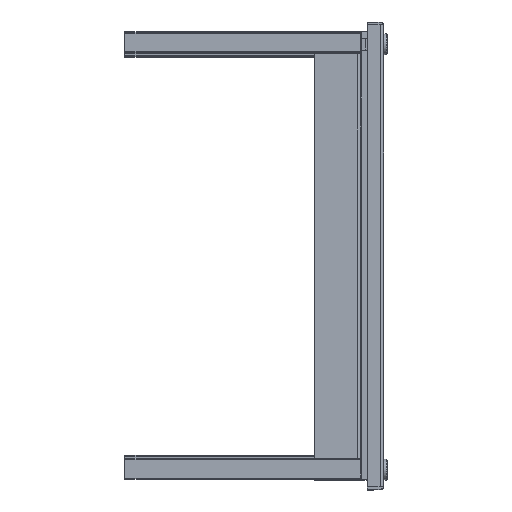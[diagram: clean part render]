
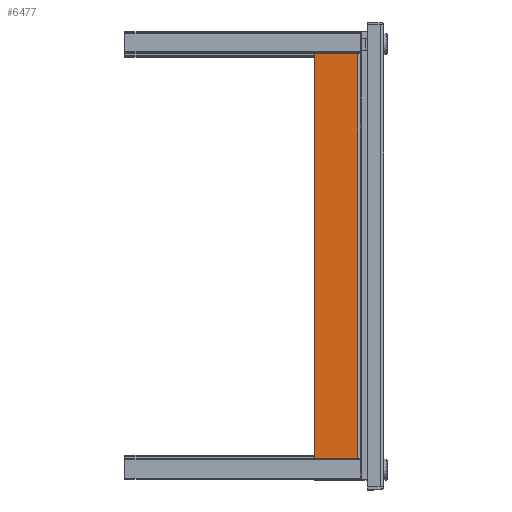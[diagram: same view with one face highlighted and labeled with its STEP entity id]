
A CAD part, top view. The second image highlights one B-rep face of the part: STEP entity #6477.
In plain terms, the highlighted face is planar.
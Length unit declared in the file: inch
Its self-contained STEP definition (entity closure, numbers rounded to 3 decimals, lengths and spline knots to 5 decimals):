
#170 = ORIENTED_EDGE ( 'NONE', *, *, #27120, .T. ) ;
#212 = LINE ( 'NONE', #15022, #24324 ) ;
#264 = CIRCLE ( 'NONE', #18844, 0.156 ) ;
#593 = CARTESIAN_POINT ( 'NONE',  ( -4.137, -6.193, 8.5 ) ) ;
#777 = EDGE_CURVE ( 'NONE', #12854, #22773, #12990, .T. ) ;
#1496 = CIRCLE ( 'NONE', #4944, 0.156 ) ;
#1791 = CARTESIAN_POINT ( 'NONE',  ( -4.137, -6.193, -8.5 ) ) ;
#2152 = ORIENTED_EDGE ( 'NONE', *, *, #21885, .T. ) ;
#2452 = DIRECTION ( 'NONE',  ( -1., 0., 0. ) ) ;
#2543 = CIRCLE ( 'NONE', #18247, 0.156 ) ;
#2642 = FACE_BOUND ( 'NONE', #11151, .T. ) ;
#3016 = DIRECTION ( 'NONE',  ( 0., 0., 1. ) ) ;
#3019 = CARTESIAN_POINT ( 'NONE',  ( -4.137, -6.193, -8.5 ) ) ;
#3556 = CARTESIAN_POINT ( 'NONE',  ( -4.137, -6.599, 8. ) ) ;
#3862 = EDGE_LOOP ( 'NONE', ( #2152, #10845, #23791, #28493 ) ) ;
#4944 = AXIS2_PLACEMENT_3D ( 'NONE', #21851, #12465, #22057 ) ;
#4945 = DIRECTION ( 'NONE',  ( 0., 1., 0. ) ) ;
#5322 = LINE ( 'NONE', #3019, #28601 ) ;
#5418 = EDGE_LOOP ( 'NONE', ( #24356, #11887, #6737, #16551 ) ) ;
#5487 = VECTOR ( 'NONE', #16121, 39.37008 ) ;
#5810 = EDGE_CURVE ( 'NONE', #8056, #16656, #212, .T. ) ;
#6264 = VERTEX_POINT ( 'NONE', #29344 ) ;
#6477 = ADVANCED_FACE ( 'NONE', ( #14754, #12878, #2642 ), #21531, .T. ) ;
#6737 = ORIENTED_EDGE ( 'NONE', *, *, #13682, .T. ) ;
#7217 = EDGE_CURVE ( 'NONE', #10985, #22043, #20801, .T. ) ;
#8056 = VERTEX_POINT ( 'NONE', #10636 ) ;
#8131 = CARTESIAN_POINT ( 'NONE',  ( -4.137, -7.537, -8.156 ) ) ;
#8389 = LINE ( 'NONE', #15903, #25474 ) ;
#9049 = DIRECTION ( 'NONE',  ( 1., 0., 0. ) ) ;
#9225 = AXIS2_PLACEMENT_3D ( 'NONE', #18901, #2452, #14524 ) ;
#9428 = CARTESIAN_POINT ( 'NONE',  ( -4.137, -7.537, 7.844 ) ) ;
#9753 = LINE ( 'NONE', #13684, #15269 ) ;
#10181 = EDGE_CURVE ( 'NONE', #23901, #12854, #8389, .T. ) ;
#10636 = CARTESIAN_POINT ( 'NONE',  ( -4.137, -7.835, -8.5 ) ) ;
#10845 = ORIENTED_EDGE ( 'NONE', *, *, #14771, .T. ) ;
#10985 = VERTEX_POINT ( 'NONE', #593 ) ;
#11151 = EDGE_LOOP ( 'NONE', ( #19042, #25264, #21786, #170 ) ) ;
#11356 = EDGE_CURVE ( 'NONE', #20711, #6264, #15600, .T. ) ;
#11887 = ORIENTED_EDGE ( 'NONE', *, *, #5810, .T. ) ;
#12386 = CARTESIAN_POINT ( 'NONE',  ( -4.137, -6.193, 8.156 ) ) ;
#12465 = DIRECTION ( 'NONE',  ( 1., 0., 0. ) ) ;
#12602 = DIRECTION ( 'NONE',  ( 1., 0., 0. ) ) ;
#12854 = VERTEX_POINT ( 'NONE', #14101 ) ;
#12878 = FACE_BOUND ( 'NONE', #3862, .T. ) ;
#12990 = CIRCLE ( 'NONE', #25531, 0.156 ) ;
#13476 = DIRECTION ( 'NONE',  ( 0., -1., 0. ) ) ;
#13682 = EDGE_CURVE ( 'NONE', #16656, #10985, #17366, .T. ) ;
#13684 = CARTESIAN_POINT ( 'NONE',  ( -4.137, -6.193, 7.844 ) ) ;
#14101 = CARTESIAN_POINT ( 'NONE',  ( -4.137, -7.537, -7.844 ) ) ;
#14124 = CARTESIAN_POINT ( 'NONE',  ( -4.137, -6.599, -8.156 ) ) ;
#14524 = DIRECTION ( 'NONE',  ( 0., 0., -1. ) ) ;
#14571 = CARTESIAN_POINT ( 'NONE',  ( -4.137, -6.599, -7.844 ) ) ;
#14754 = FACE_OUTER_BOUND ( 'NONE', #5418, .T. ) ;
#14771 = EDGE_CURVE ( 'NONE', #29508, #23901, #1496, .T. ) ;
#14998 = DIRECTION ( 'NONE',  ( 0., 1., 0. ) ) ;
#15022 = CARTESIAN_POINT ( 'NONE',  ( -4.137, -7.835, -8.5 ) ) ;
#15269 = VECTOR ( 'NONE', #16085, 39.37008 ) ;
#15600 = LINE ( 'NONE', #12386, #15970 ) ;
#15850 = EDGE_CURVE ( 'NONE', #16304, #20711, #264, .T. ) ;
#15903 = CARTESIAN_POINT ( 'NONE',  ( -4.137, -6.193, -7.844 ) ) ;
#15970 = VECTOR ( 'NONE', #13476, 39.37008 ) ;
#16085 = DIRECTION ( 'NONE',  ( 0., 1., 0. ) ) ;
#16121 = DIRECTION ( 'NONE',  ( 0., 0., -1. ) ) ;
#16304 = VERTEX_POINT ( 'NONE', #28720 ) ;
#16551 = ORIENTED_EDGE ( 'NONE', *, *, #7217, .T. ) ;
#16612 = CARTESIAN_POINT ( 'NONE',  ( -4.137, -6.193, -8.156 ) ) ;
#16656 = VERTEX_POINT ( 'NONE', #29505 ) ;
#17328 = DIRECTION ( 'NONE',  ( 0., -1., 0. ) ) ;
#17366 = LINE ( 'NONE', #29165, #18784 ) ;
#17860 = DIRECTION ( 'NONE',  ( 1., 0., 0. ) ) ;
#18227 = DIRECTION ( 'NONE',  ( 0., -1., 0. ) ) ;
#18247 = AXIS2_PLACEMENT_3D ( 'NONE', #24228, #12602, #3016 ) ;
#18784 = VECTOR ( 'NONE', #14998, 39.37008 ) ;
#18844 = AXIS2_PLACEMENT_3D ( 'NONE', #3556, #17860, #25237 ) ;
#18901 = CARTESIAN_POINT ( 'NONE',  ( -4.137, -6.193, -8.5 ) ) ;
#19042 = ORIENTED_EDGE ( 'NONE', *, *, #15850, .T. ) ;
#19323 = EDGE_CURVE ( 'NONE', #6264, #24638, #2543, .T. ) ;
#20711 = VERTEX_POINT ( 'NONE', #24282 ) ;
#20801 = LINE ( 'NONE', #1791, #5487 ) ;
#20958 = CARTESIAN_POINT ( 'NONE',  ( -4.137, -7.537, -8. ) ) ;
#21531 = PLANE ( 'NONE',  #9225 ) ;
#21786 = ORIENTED_EDGE ( 'NONE', *, *, #19323, .T. ) ;
#21851 = CARTESIAN_POINT ( 'NONE',  ( -4.137, -6.599, -8. ) ) ;
#21885 = EDGE_CURVE ( 'NONE', #22773, #29508, #22421, .T. ) ;
#22043 = VERTEX_POINT ( 'NONE', #22898 ) ;
#22057 = DIRECTION ( 'NONE',  ( 0., 0., 1. ) ) ;
#22421 = LINE ( 'NONE', #16612, #23878 ) ;
#22773 = VERTEX_POINT ( 'NONE', #8131 ) ;
#22898 = CARTESIAN_POINT ( 'NONE',  ( -4.137, -6.193, -8.5 ) ) ;
#23791 = ORIENTED_EDGE ( 'NONE', *, *, #10181, .T. ) ;
#23878 = VECTOR ( 'NONE', #4945, 39.37008 ) ;
#23901 = VERTEX_POINT ( 'NONE', #14571 ) ;
#24228 = CARTESIAN_POINT ( 'NONE',  ( -4.137, -7.537, 8. ) ) ;
#24282 = CARTESIAN_POINT ( 'NONE',  ( -4.137, -6.599, 8.156 ) ) ;
#24324 = VECTOR ( 'NONE', #28984, 39.37008 ) ;
#24356 = ORIENTED_EDGE ( 'NONE', *, *, #27232, .T. ) ;
#24638 = VERTEX_POINT ( 'NONE', #9428 ) ;
#25237 = DIRECTION ( 'NONE',  ( 0., 0., 1. ) ) ;
#25264 = ORIENTED_EDGE ( 'NONE', *, *, #11356, .T. ) ;
#25474 = VECTOR ( 'NONE', #18227, 39.37008 ) ;
#25531 = AXIS2_PLACEMENT_3D ( 'NONE', #20958, #9049, #27918 ) ;
#27120 = EDGE_CURVE ( 'NONE', #24638, #16304, #9753, .T. ) ;
#27232 = EDGE_CURVE ( 'NONE', #22043, #8056, #5322, .T. ) ;
#27918 = DIRECTION ( 'NONE',  ( 0., 0., 1. ) ) ;
#28493 = ORIENTED_EDGE ( 'NONE', *, *, #777, .T. ) ;
#28601 = VECTOR ( 'NONE', #17328, 39.37008 ) ;
#28720 = CARTESIAN_POINT ( 'NONE',  ( -4.137, -6.599, 7.844 ) ) ;
#28984 = DIRECTION ( 'NONE',  ( 0., 0., 1. ) ) ;
#29165 = CARTESIAN_POINT ( 'NONE',  ( -4.137, -6.193, 8.5 ) ) ;
#29344 = CARTESIAN_POINT ( 'NONE',  ( -4.137, -7.537, 8.156 ) ) ;
#29505 = CARTESIAN_POINT ( 'NONE',  ( -4.137, -7.835, 8.5 ) ) ;
#29508 = VERTEX_POINT ( 'NONE', #14124 ) ;
